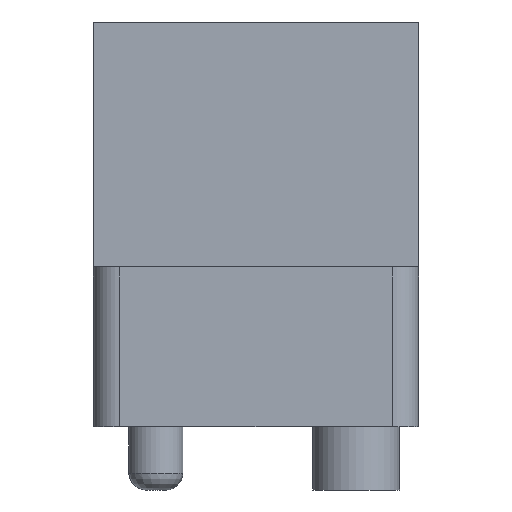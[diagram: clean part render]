
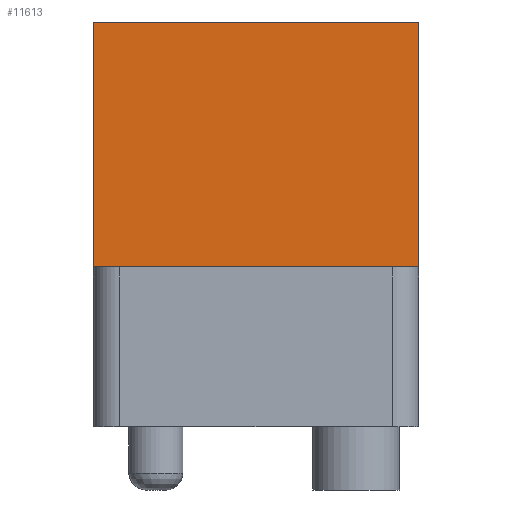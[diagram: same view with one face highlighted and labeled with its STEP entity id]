
A CAD part, front view. The second image highlights one B-rep face of the part: STEP entity #11613.
In plain terms, the highlighted planar face has unit normal (0, -1, 0).
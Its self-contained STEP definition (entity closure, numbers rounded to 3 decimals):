
#101 = PLANE('',#102);
#102 = AXIS2_PLACEMENT_3D('',#103,#104,#105);
#103 = CARTESIAN_POINT('',(19.3,0.,0.));
#104 = DIRECTION('',(-1.,0.,0.));
#105 = DIRECTION('',(0.,1.,0.));
#219 = PLANE('',#220);
#220 = AXIS2_PLACEMENT_3D('',#221,#222,#223);
#221 = CARTESIAN_POINT('',(0.,65.86,0.));
#222 = DIRECTION('',(1.,0.,0.));
#223 = DIRECTION('',(0.,-1.,0.));
#2071 = PLANE('',#2072);
#2072 = AXIS2_PLACEMENT_3D('',#2073,#2074,#2075);
#2073 = CARTESIAN_POINT('',(19.3,7.545,9.475));
#2074 = DIRECTION('',(0.,0.,1.));
#2075 = DIRECTION('',(0.,-1.,0.));
#2292 = VERTEX_POINT('',#2293);
#2293 = CARTESIAN_POINT('',(0.,7.545,24.005));
#2307 = PLANE('',#2308);
#2308 = AXIS2_PLACEMENT_3D('',#2309,#2310,#2311);
#2309 = CARTESIAN_POINT('',(9.65,32.93,24.005));
#2310 = DIRECTION('',(0.,0.,1.));
#2311 = DIRECTION('',(1.,0.,0.));
#2319 = EDGE_CURVE('',#2292,#2320,#2322,.T.);
#2320 = VERTEX_POINT('',#2321);
#2321 = CARTESIAN_POINT('',(0.,7.545,9.475));
#2322 = SURFACE_CURVE('',#2323,(#2327,#2334),.PCURVE_S1.);
#2323 = LINE('',#2324,#2325);
#2324 = CARTESIAN_POINT('',(0.,7.545,12.738));
#2325 = VECTOR('',#2326,1.);
#2326 = DIRECTION('',(0.,0.,-1.));
#2327 = PCURVE('',#219,#2328);
#2328 = DEFINITIONAL_REPRESENTATION('',(#2329),#2333);
#2329 = LINE('',#2330,#2331);
#2330 = CARTESIAN_POINT('',(58.315,-12.738));
#2331 = VECTOR('',#2332,1.);
#2332 = DIRECTION('',(0.,1.));
#2333 = ( GEOMETRIC_REPRESENTATION_CONTEXT(2) 
PARAMETRIC_REPRESENTATION_CONTEXT() REPRESENTATION_CONTEXT('2D SPACE',''
  ) );
#2334 = PCURVE('',#2335,#2340);
#2335 = PLANE('',#2336);
#2336 = AXIS2_PLACEMENT_3D('',#2337,#2338,#2339);
#2337 = CARTESIAN_POINT('',(19.3,7.545,25.475));
#2338 = DIRECTION('',(0.,-1.,0.));
#2339 = DIRECTION('',(0.,0.,-1.));
#2340 = DEFINITIONAL_REPRESENTATION('',(#2341),#2345);
#2341 = LINE('',#2342,#2343);
#2342 = CARTESIAN_POINT('',(12.738,-19.3));
#2343 = VECTOR('',#2344,1.);
#2344 = DIRECTION('',(1.,0.));
#2345 = ( GEOMETRIC_REPRESENTATION_CONTEXT(2) 
PARAMETRIC_REPRESENTATION_CONTEXT() REPRESENTATION_CONTEXT('2D SPACE',''
  ) );
#2375 = VERTEX_POINT('',#2376);
#2376 = CARTESIAN_POINT('',(19.3,7.545,9.475));
#2397 = EDGE_CURVE('',#2398,#2375,#2400,.T.);
#2398 = VERTEX_POINT('',#2399);
#2399 = CARTESIAN_POINT('',(19.3,7.545,24.005));
#2400 = SURFACE_CURVE('',#2401,(#2405,#2412),.PCURVE_S1.);
#2401 = LINE('',#2402,#2403);
#2402 = CARTESIAN_POINT('',(19.3,7.545,25.475));
#2403 = VECTOR('',#2404,1.);
#2404 = DIRECTION('',(0.,0.,-1.));
#2405 = PCURVE('',#101,#2406);
#2406 = DEFINITIONAL_REPRESENTATION('',(#2407),#2411);
#2407 = LINE('',#2408,#2409);
#2408 = CARTESIAN_POINT('',(7.545,-25.475));
#2409 = VECTOR('',#2410,1.);
#2410 = DIRECTION('',(0.,1.));
#2411 = ( GEOMETRIC_REPRESENTATION_CONTEXT(2) 
PARAMETRIC_REPRESENTATION_CONTEXT() REPRESENTATION_CONTEXT('2D SPACE',''
  ) );
#2412 = PCURVE('',#2335,#2413);
#2413 = DEFINITIONAL_REPRESENTATION('',(#2414),#2418);
#2414 = LINE('',#2415,#2416);
#2415 = CARTESIAN_POINT('',(0.,0.));
#2416 = VECTOR('',#2417,1.);
#2417 = DIRECTION('',(1.,0.));
#2418 = ( GEOMETRIC_REPRESENTATION_CONTEXT(2) 
PARAMETRIC_REPRESENTATION_CONTEXT() REPRESENTATION_CONTEXT('2D SPACE',''
  ) );
#11463 = EDGE_CURVE('',#2375,#2320,#11464,.T.);
#11464 = SURFACE_CURVE('',#11465,(#11469,#11476),.PCURVE_S1.);
#11465 = LINE('',#11466,#11467);
#11466 = CARTESIAN_POINT('',(19.3,7.545,9.475));
#11467 = VECTOR('',#11468,1.);
#11468 = DIRECTION('',(-1.,-0.,-0.));
#11469 = PCURVE('',#2071,#11470);
#11470 = DEFINITIONAL_REPRESENTATION('',(#11471),#11475);
#11471 = LINE('',#11472,#11473);
#11472 = CARTESIAN_POINT('',(0.,0.));
#11473 = VECTOR('',#11474,1.);
#11474 = DIRECTION('',(0.,-1.));
#11475 = ( GEOMETRIC_REPRESENTATION_CONTEXT(2) 
PARAMETRIC_REPRESENTATION_CONTEXT() REPRESENTATION_CONTEXT('2D SPACE',''
  ) );
#11476 = PCURVE('',#2335,#11477);
#11477 = DEFINITIONAL_REPRESENTATION('',(#11478),#11482);
#11478 = LINE('',#11479,#11480);
#11479 = CARTESIAN_POINT('',(16.,0.));
#11480 = VECTOR('',#11481,1.);
#11481 = DIRECTION('',(0.,-1.));
#11482 = ( GEOMETRIC_REPRESENTATION_CONTEXT(2) 
PARAMETRIC_REPRESENTATION_CONTEXT() REPRESENTATION_CONTEXT('2D SPACE',''
  ) );
#11613 = ADVANCED_FACE('',(#11614),#2335,.T.);
#11614 = FACE_BOUND('',#11615,.T.);
#11615 = EDGE_LOOP('',(#11616,#11617,#11638,#11639));
#11616 = ORIENTED_EDGE('',*,*,#2397,.F.);
#11617 = ORIENTED_EDGE('',*,*,#11618,.F.);
#11618 = EDGE_CURVE('',#2292,#2398,#11619,.T.);
#11619 = SURFACE_CURVE('',#11620,(#11624,#11631),.PCURVE_S1.);
#11620 = LINE('',#11621,#11622);
#11621 = CARTESIAN_POINT('',(14.475,7.545,24.005));
#11622 = VECTOR('',#11623,1.);
#11623 = DIRECTION('',(1.,0.,0.));
#11624 = PCURVE('',#2335,#11625);
#11625 = DEFINITIONAL_REPRESENTATION('',(#11626),#11630);
#11626 = LINE('',#11627,#11628);
#11627 = CARTESIAN_POINT('',(1.47,-4.825));
#11628 = VECTOR('',#11629,1.);
#11629 = DIRECTION('',(0.,1.));
#11630 = ( GEOMETRIC_REPRESENTATION_CONTEXT(2) 
PARAMETRIC_REPRESENTATION_CONTEXT() REPRESENTATION_CONTEXT('2D SPACE',''
  ) );
#11631 = PCURVE('',#2307,#11632);
#11632 = DEFINITIONAL_REPRESENTATION('',(#11633),#11637);
#11633 = LINE('',#11634,#11635);
#11634 = CARTESIAN_POINT('',(4.825,-25.385));
#11635 = VECTOR('',#11636,1.);
#11636 = DIRECTION('',(1.,0.));
#11637 = ( GEOMETRIC_REPRESENTATION_CONTEXT(2) 
PARAMETRIC_REPRESENTATION_CONTEXT() REPRESENTATION_CONTEXT('2D SPACE',''
  ) );
#11638 = ORIENTED_EDGE('',*,*,#2319,.T.);
#11639 = ORIENTED_EDGE('',*,*,#11463,.F.);
